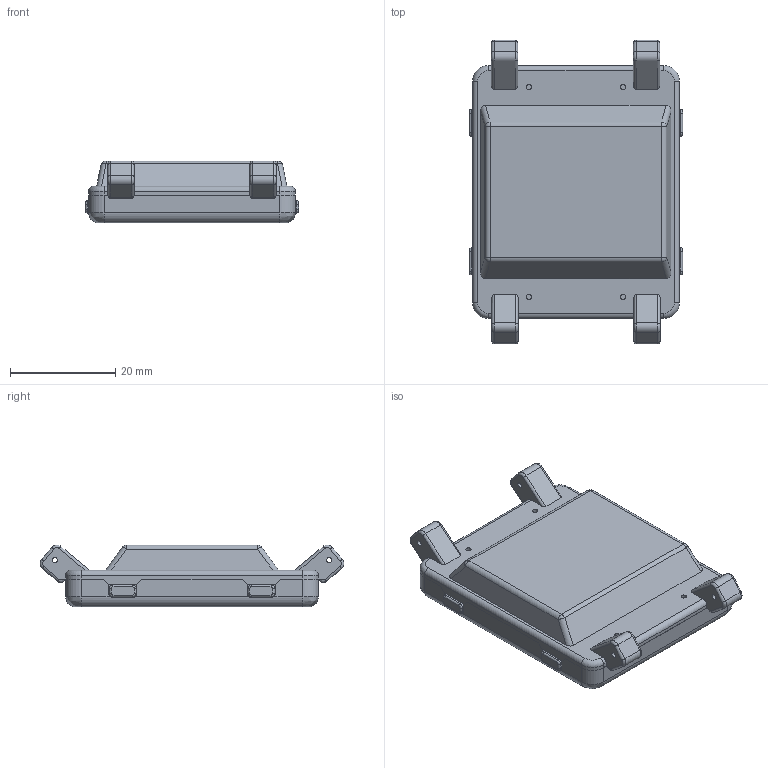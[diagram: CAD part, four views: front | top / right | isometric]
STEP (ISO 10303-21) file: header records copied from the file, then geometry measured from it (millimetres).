
FILE_DESCRIPTION(/* description */ (''),/* implementation_level */ '2;1');
FILE_NAME(/* name */ 'AL2.step',/* time_stamp */ '2023-05-27T08:27:50+08:00',/* author */ (''),/* organization */ (''),/* preprocessor_version */ 'ST-DEVELOPER v19.2',/* originating_system */ 'Autodesk Translation Framework v12.4.0.73',/* authorisation */ '');
FILE_SCHEMA (('AUTOMOTIVE_DESIGN { 1 0 10303 214 3 1 1 }'));
Length unit declared in the file: millimetre
Products named in the file (1): AL2
Bounding box: 40.6 x 57.86 x 11.8 mm (x, y, z)
Volume: 7337.1 mm3; surface area: 9721 mm2
Topology: 6 solids, 6 shells, 431 faces, 1128 edges, 722 vertices
Faces by surface type: plane 197, cylinder 138, bspline 72, torus 20, sphere 4
Full cylindrical faces by diameter (mm): 1 x12
Entity records: 14709 total; most frequent: CARTESIAN_POINT 4276, ORIENTED_EDGE 2256, DIRECTION 2002, EDGE_CURVE 1128, VERTEX_POINT 722, LINE 698, VECTOR 698, AXIS2_PLACEMENT_3D 652
